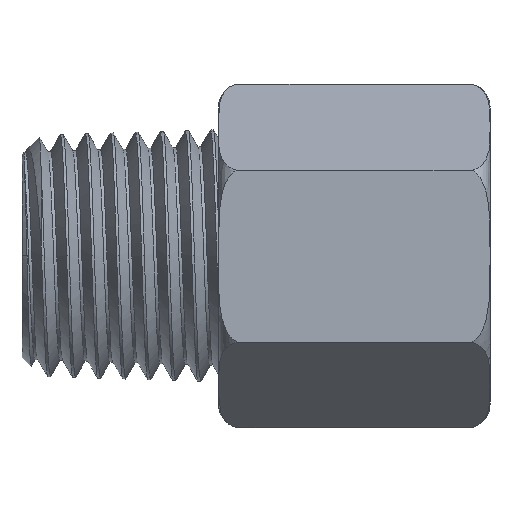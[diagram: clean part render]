
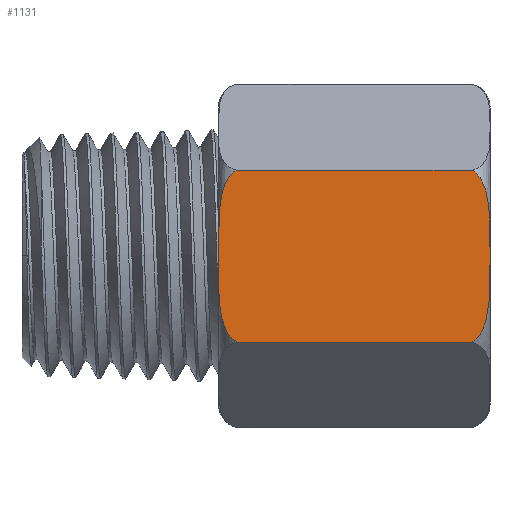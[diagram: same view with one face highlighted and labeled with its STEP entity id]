
A CAD part, front view. The second image highlights one B-rep face of the part: STEP entity #1131.
In plain terms, the highlighted face is planar.
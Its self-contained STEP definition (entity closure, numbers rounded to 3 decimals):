
#72=PLANE('',#1212);
#94=LINE('',#6996,#147);
#104=LINE('',#7018,#157);
#105=LINE('',#7019,#158);
#106=LINE('',#7020,#159);
#147=VECTOR('',#1351,1.);
#157=VECTOR('',#1377,1.);
#158=VECTOR('',#1378,1.);
#159=VECTOR('',#1379,1.);
#241=FACE_OUTER_BOUND('',#307,.T.);
#307=EDGE_LOOP('',(#916,#917,#918,#919,#920,#921,#922,#923));
#406=B_SPLINE_CURVE_WITH_KNOTS('',3,(#6492,#6493,#6494,#6495,#6496,#6497,
#6498,#6499,#6500,#6501,#6502,#6503,#6504,#6505,#6506,#6507,#6508,#6509),
 .UNSPECIFIED.,.F.,.F.,(4,2,2,2,2,2,2,2,4),(10.139,10.872,
11.606,13.074,13.45,13.827,14.052,
14.277,14.314),.UNSPECIFIED.);
#412=B_SPLINE_CURVE_WITH_KNOTS('',3,(#6619,#6620,#6621,#6622,#6623,#6624,
#6625,#6626,#6627,#6628,#6629,#6630,#6631,#6632,#6633,#6634,#6635,#6636),
 .UNSPECIFIED.,.F.,.F.,(4,2,2,2,2,2,2,2,4),(5.187,5.217,
5.333,5.703,6.073,6.903,7.733,
8.562,9.392),.UNSPECIFIED.);
#414=B_SPLINE_CURVE_WITH_KNOTS('',3,(#6660,#6661,#6662,#6663,#6664,#6665,
#6666,#6667,#6668,#6669,#6670,#6671,#6672,#6673,#6674,#6675,#6676,#6677),
 .UNSPECIFIED.,.F.,.F.,(4,2,2,2,2,2,2,2,4),(5.108,5.192,
5.417,5.643,6.019,6.396,7.863,
8.597,9.331),.UNSPECIFIED.);
#419=B_SPLINE_CURVE_WITH_KNOTS('',3,(#6830,#6831,#6832,#6833,#6834,#6835,
#6836,#6837,#6838,#6839,#6840,#6841,#6842,#6843,#6844,#6845,#6846,#6847),
 .UNSPECIFIED.,.F.,.F.,(4,2,2,2,2,2,2,2,4),(10.2,11.03,
11.859,12.689,13.519,13.889,14.258,
14.375,14.452),.UNSPECIFIED.);
#491=VERTEX_POINT('',#6490);
#492=VERTEX_POINT('',#6491);
#500=VERTEX_POINT('',#6617);
#501=VERTEX_POINT('',#6618);
#503=VERTEX_POINT('',#6658);
#504=VERTEX_POINT('',#6659);
#509=VERTEX_POINT('',#6828);
#510=VERTEX_POINT('',#6829);
#629=EDGE_CURVE('',#491,#492,#406,.T.);
#638=EDGE_CURVE('',#500,#501,#412,.T.);
#641=EDGE_CURVE('',#503,#504,#414,.T.);
#647=EDGE_CURVE('',#509,#510,#419,.T.);
#653=EDGE_CURVE('',#501,#509,#94,.T.);
#666=EDGE_CURVE('',#503,#510,#104,.T.);
#667=EDGE_CURVE('',#492,#500,#105,.T.);
#668=EDGE_CURVE('',#504,#491,#106,.T.);
#916=ORIENTED_EDGE('',*,*,#641,.F.);
#917=ORIENTED_EDGE('',*,*,#666,.T.);
#918=ORIENTED_EDGE('',*,*,#647,.F.);
#919=ORIENTED_EDGE('',*,*,#653,.F.);
#920=ORIENTED_EDGE('',*,*,#638,.F.);
#921=ORIENTED_EDGE('',*,*,#667,.F.);
#922=ORIENTED_EDGE('',*,*,#629,.F.);
#923=ORIENTED_EDGE('',*,*,#668,.F.);
#1131=ADVANCED_FACE('',(#241),#72,.T.);
#1212=AXIS2_PLACEMENT_3D('',#7017,#1375,#1376);
#1351=DIRECTION('',(0.,-1.,-0.001));
#1375=DIRECTION('center_axis',(0.,-0.001,1.));
#1376=DIRECTION('ref_axis',(0.,-1.,-0.001));
#1377=DIRECTION('',(1.,0.,0.));
#1378=DIRECTION('',(1.,0.,0.));
#1379=DIRECTION('',(0.,1.,0.001));
#6490=CARTESIAN_POINT('',(10.495,0.422,7.939));
#6491=CARTESIAN_POINT('',(11.45,4.571,7.943));
#6492=CARTESIAN_POINT('Ctrl Pts',(10.495,0.422,7.939));
#6493=CARTESIAN_POINT('Ctrl Pts',(10.495,0.667,7.939));
#6494=CARTESIAN_POINT('Ctrl Pts',(10.495,0.924,7.939));
#6495=CARTESIAN_POINT('Ctrl Pts',(10.5,1.448,7.94));
#6496=CARTESIAN_POINT('Ctrl Pts',(10.505,1.716,7.94));
#6497=CARTESIAN_POINT('Ctrl Pts',(10.542,2.515,7.941));
#6498=CARTESIAN_POINT('Ctrl Pts',(10.595,3.043,7.942));
#6499=CARTESIAN_POINT('Ctrl Pts',(10.769,3.633,7.942));
#6500=CARTESIAN_POINT('Ctrl Pts',(10.814,3.763,7.942));
#6501=CARTESIAN_POINT('Ctrl Pts',(10.927,4.013,7.943));
#6502=CARTESIAN_POINT('Ctrl Pts',(10.994,4.133,7.943));
#6503=CARTESIAN_POINT('Ctrl Pts',(11.113,4.295,7.943));
#6504=CARTESIAN_POINT('Ctrl Pts',(11.166,4.358,7.943));
#6505=CARTESIAN_POINT('Ctrl Pts',(11.285,4.47,7.943));
#6506=CARTESIAN_POINT('Ctrl Pts',(11.351,4.518,7.943));
#6507=CARTESIAN_POINT('Ctrl Pts',(11.428,4.56,7.943));
#6508=CARTESIAN_POINT('Ctrl Pts',(11.439,4.566,7.943));
#6509=CARTESIAN_POINT('Ctrl Pts',(11.45,4.571,7.943));
#6617=CARTESIAN_POINT('',(24.04,4.571,7.943));
#6618=CARTESIAN_POINT('',(24.995,0.422,7.939));
#6619=CARTESIAN_POINT('Ctrl Pts',(24.04,4.571,7.943));
#6620=CARTESIAN_POINT('Ctrl Pts',(24.05,4.567,7.943));
#6621=CARTESIAN_POINT('Ctrl Pts',(24.06,4.562,7.943));
#6622=CARTESIAN_POINT('Ctrl Pts',(24.107,4.536,7.943));
#6623=CARTESIAN_POINT('Ctrl Pts',(24.142,4.513,7.943));
#6624=CARTESIAN_POINT('Ctrl Pts',(24.273,4.416,7.943));
#6625=CARTESIAN_POINT('Ctrl Pts',(24.363,4.318,7.943));
#6626=CARTESIAN_POINT('Ctrl Pts',(24.516,4.1,7.943));
#6627=CARTESIAN_POINT('Ctrl Pts',(24.579,3.98,7.943));
#6628=CARTESIAN_POINT('Ctrl Pts',(24.74,3.614,7.942));
#6629=CARTESIAN_POINT('Ctrl Pts',(24.812,3.34,7.942));
#6630=CARTESIAN_POINT('Ctrl Pts',(24.914,2.772,7.941));
#6631=CARTESIAN_POINT('Ctrl Pts',(24.944,2.477,7.941));
#6632=CARTESIAN_POINT('Ctrl Pts',(24.981,1.881,7.94));
#6633=CARTESIAN_POINT('Ctrl Pts',(24.988,1.58,7.94));
#6634=CARTESIAN_POINT('Ctrl Pts',(24.995,0.989,7.939));
#6635=CARTESIAN_POINT('Ctrl Pts',(24.995,0.699,7.939));
#6636=CARTESIAN_POINT('Ctrl Pts',(24.995,0.422,7.939));
#6658=CARTESIAN_POINT('',(11.495,-4.608,7.933));
#6659=CARTESIAN_POINT('',(10.495,-0.439,7.938));
#6660=CARTESIAN_POINT('Ctrl Pts',(11.495,-4.608,7.933));
#6661=CARTESIAN_POINT('Ctrl Pts',(11.468,-4.597,7.933));
#6662=CARTESIAN_POINT('Ctrl Pts',(11.441,-4.584,7.933));
#6663=CARTESIAN_POINT('Ctrl Pts',(11.351,-4.535,7.934));
#6664=CARTESIAN_POINT('Ctrl Pts',(11.285,-4.486,7.934));
#6665=CARTESIAN_POINT('Ctrl Pts',(11.166,-4.374,7.934));
#6666=CARTESIAN_POINT('Ctrl Pts',(11.113,-4.312,7.934));
#6667=CARTESIAN_POINT('Ctrl Pts',(10.994,-4.15,7.934));
#6668=CARTESIAN_POINT('Ctrl Pts',(10.927,-4.03,7.934));
#6669=CARTESIAN_POINT('Ctrl Pts',(10.814,-3.78,7.934));
#6670=CARTESIAN_POINT('Ctrl Pts',(10.769,-3.65,7.934));
#6671=CARTESIAN_POINT('Ctrl Pts',(10.595,-3.06,7.935));
#6672=CARTESIAN_POINT('Ctrl Pts',(10.542,-2.532,7.936));
#6673=CARTESIAN_POINT('Ctrl Pts',(10.505,-1.732,7.936));
#6674=CARTESIAN_POINT('Ctrl Pts',(10.5,-1.465,7.937));
#6675=CARTESIAN_POINT('Ctrl Pts',(10.495,-0.94,7.937));
#6676=CARTESIAN_POINT('Ctrl Pts',(10.495,-0.684,7.938));
#6677=CARTESIAN_POINT('Ctrl Pts',(10.495,-0.439,7.938));
#6828=CARTESIAN_POINT('',(24.995,-0.439,7.938));
#6829=CARTESIAN_POINT('',(23.995,-4.608,7.933));
#6830=CARTESIAN_POINT('Ctrl Pts',(24.995,-0.439,7.938));
#6831=CARTESIAN_POINT('Ctrl Pts',(24.995,-0.716,7.938));
#6832=CARTESIAN_POINT('Ctrl Pts',(24.995,-1.006,7.937));
#6833=CARTESIAN_POINT('Ctrl Pts',(24.988,-1.597,7.937));
#6834=CARTESIAN_POINT('Ctrl Pts',(24.981,-1.897,7.936));
#6835=CARTESIAN_POINT('Ctrl Pts',(24.944,-2.494,7.936));
#6836=CARTESIAN_POINT('Ctrl Pts',(24.914,-2.789,7.935));
#6837=CARTESIAN_POINT('Ctrl Pts',(24.812,-3.357,7.935));
#6838=CARTESIAN_POINT('Ctrl Pts',(24.74,-3.631,7.934));
#6839=CARTESIAN_POINT('Ctrl Pts',(24.579,-3.997,7.934));
#6840=CARTESIAN_POINT('Ctrl Pts',(24.516,-4.117,7.934));
#6841=CARTESIAN_POINT('Ctrl Pts',(24.363,-4.335,7.934));
#6842=CARTESIAN_POINT('Ctrl Pts',(24.273,-4.433,7.934));
#6843=CARTESIAN_POINT('Ctrl Pts',(24.142,-4.53,7.934));
#6844=CARTESIAN_POINT('Ctrl Pts',(24.107,-4.553,7.934));
#6845=CARTESIAN_POINT('Ctrl Pts',(24.045,-4.586,7.933));
#6846=CARTESIAN_POINT('Ctrl Pts',(24.019,-4.598,7.933));
#6847=CARTESIAN_POINT('Ctrl Pts',(23.995,-4.608,7.933));
#6996=CARTESIAN_POINT('',(24.995,2.282,7.941));
#7017=CARTESIAN_POINT('Origin',(6.366,4.571,7.943));
#7018=CARTESIAN_POINT('',(6.366,-4.608,7.933));
#7019=CARTESIAN_POINT('',(6.366,4.571,7.943));
#7020=CARTESIAN_POINT('',(10.495,7.044,7.946));
